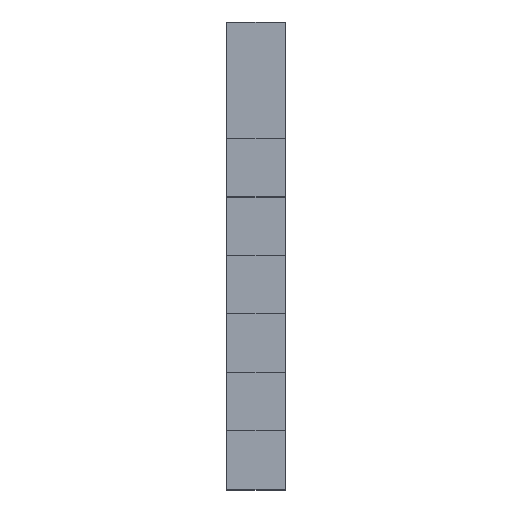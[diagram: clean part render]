
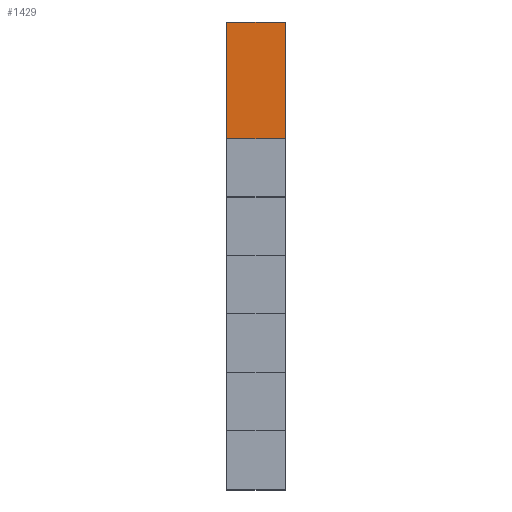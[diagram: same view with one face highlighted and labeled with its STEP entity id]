
A CAD part, top view. The second image highlights one B-rep face of the part: STEP entity #1429.
In plain terms, the highlighted planar face has unit normal (0, 0, 1).
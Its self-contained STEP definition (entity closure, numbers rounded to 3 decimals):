
#60 = DIRECTION ( 'NONE',  ( 0., 0., -1. ) ) ;
#409 = AXIS2_PLACEMENT_3D ( 'NONE', #3401, #60, #2152 ) ;
#538 = EDGE_LOOP ( 'NONE', ( #1798, #3725, #1992, #1133 ) ) ;
#602 = CARTESIAN_POINT ( 'NONE',  ( 5., 10., 20. ) ) ;
#756 = VECTOR ( 'NONE', #2019, 1000. ) ;
#910 = CARTESIAN_POINT ( 'NONE',  ( 5., 20., 20. ) ) ;
#932 = EDGE_CURVE ( 'NONE', #2989, #1872, #2881, .T. ) ;
#944 = VECTOR ( 'NONE', #1218, 1000. ) ;
#964 = VERTEX_POINT ( 'NONE', #3234 ) ;
#1050 = LINE ( 'NONE', #910, #3691 ) ;
#1133 = ORIENTED_EDGE ( 'NONE', *, *, #932, .T. ) ;
#1145 = CARTESIAN_POINT ( 'NONE',  ( 5., 20., 20. ) ) ;
#1218 = DIRECTION ( 'NONE',  ( 0., -1., 0. ) ) ;
#1429 = ADVANCED_FACE ( 'NONE', ( #3590 ), #1607, .F. ) ;
#1607 = PLANE ( 'NONE',  #409 ) ;
#1754 = CARTESIAN_POINT ( 'NONE',  ( 0., 20., 20. ) ) ;
#1758 = EDGE_CURVE ( 'NONE', #1826, #964, #3515, .T. ) ;
#1798 = ORIENTED_EDGE ( 'NONE', *, *, #3202, .T. ) ;
#1826 = VERTEX_POINT ( 'NONE', #2341 ) ;
#1828 = LINE ( 'NONE', #3008, #944 ) ;
#1872 = VERTEX_POINT ( 'NONE', #1754 ) ;
#1992 = ORIENTED_EDGE ( 'NONE', *, *, #3811, .F. ) ;
#2019 = DIRECTION ( 'NONE',  ( -1., 0., 0. ) ) ;
#2152 = DIRECTION ( 'NONE',  ( 0., 1., 0. ) ) ;
#2335 = CARTESIAN_POINT ( 'NONE',  ( 5., 20., 20. ) ) ;
#2341 = CARTESIAN_POINT ( 'NONE',  ( 5., 10., 20. ) ) ;
#2732 = VECTOR ( 'NONE', #3237, 1000. ) ;
#2881 = LINE ( 'NONE', #2335, #756 ) ;
#2989 = VERTEX_POINT ( 'NONE', #1145 ) ;
#2996 = DIRECTION ( 'NONE',  ( 0., -1., 0. ) ) ;
#3008 = CARTESIAN_POINT ( 'NONE',  ( 0., 15., 20. ) ) ;
#3202 = EDGE_CURVE ( 'NONE', #1872, #964, #1828, .T. ) ;
#3234 = CARTESIAN_POINT ( 'NONE',  ( 0., 10., 20. ) ) ;
#3237 = DIRECTION ( 'NONE',  ( -1., 0., 0. ) ) ;
#3401 = CARTESIAN_POINT ( 'NONE',  ( 5., 15., 20. ) ) ;
#3515 = LINE ( 'NONE', #602, #2732 ) ;
#3590 = FACE_OUTER_BOUND ( 'NONE', #538, .T. ) ;
#3691 = VECTOR ( 'NONE', #2996, 1000. ) ;
#3725 = ORIENTED_EDGE ( 'NONE', *, *, #1758, .F. ) ;
#3811 = EDGE_CURVE ( 'NONE', #2989, #1826, #1050, .T. ) ;
